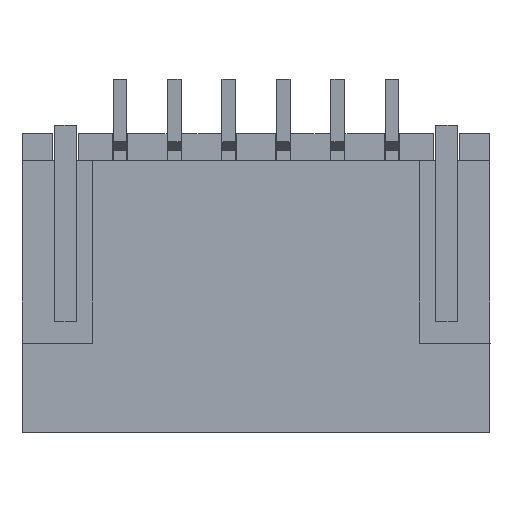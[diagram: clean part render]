
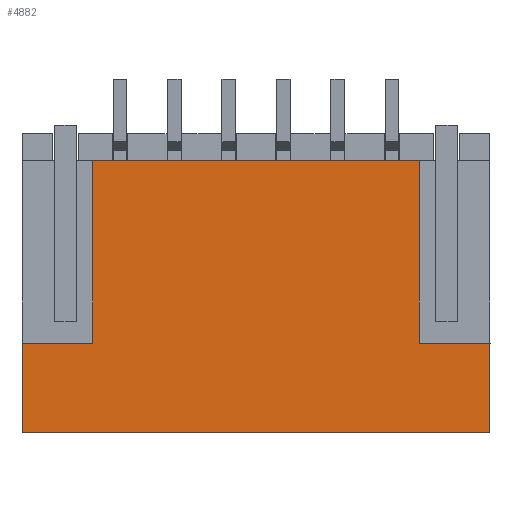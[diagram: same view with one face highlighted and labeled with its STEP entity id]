
A CAD part, front view. The second image highlights one B-rep face of the part: STEP entity #4882.
In plain terms, the highlighted planar face has unit normal (0, -1, 0).
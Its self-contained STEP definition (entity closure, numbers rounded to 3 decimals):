
#2=DIRECTION('',(1.,0.,0.));
#3=VECTOR('',#2,8.6);
#4=CARTESIAN_POINT('',(-16.3,0.,-5.5));
#5=LINE('231477',#4,#3);
#1386=DIRECTION('',(0.,0.,1.));
#1387=VECTOR('',#1386,1.65);
#1388=CARTESIAN_POINT('',(-7.7,0.,-5.5));
#1389=LINE('227230',#1388,#1387);
#1442=DIRECTION('',(1.,0.,0.));
#1443=VECTOR('',#1442,6.);
#1444=CARTESIAN_POINT('',(-15.,0.,-0.5));
#1445=LINE('231476',#1444,#1443);
#1446=DIRECTION('',(0.,0.,-1.));
#1447=VECTOR('',#1446,3.35);
#1448=CARTESIAN_POINT('',(-15.,0.,-0.5));
#1449=LINE('229537',#1448,#1447);
#1454=DIRECTION('',(0.,0.,1.));
#1455=VECTOR('',#1454,3.35);
#1456=CARTESIAN_POINT('',(-9.,0.,-3.85));
#1457=LINE('227226',#1456,#1455);
#1590=DIRECTION('',(-1.,0.,0.));
#1591=VECTOR('',#1590,1.3);
#1592=CARTESIAN_POINT('',(-7.7,0.,-3.85));
#1593=LINE('227231',#1592,#1591);
#1610=DIRECTION('',(0.,0.,1.));
#1611=VECTOR('',#1610,1.65);
#1612=CARTESIAN_POINT('',(-16.3,0.,-5.5));
#1613=LINE('229540',#1612,#1611);
#1854=DIRECTION('',(-1.,0.,0.));
#1855=VECTOR('',#1854,1.3);
#1856=CARTESIAN_POINT('',(-15.,0.,-3.85));
#1857=LINE('229539',#1856,#1855);
#1968=CARTESIAN_POINT('',(-9.,0.,-0.5));
#1970=VERTEX_POINT('',#1968);
#2024=CARTESIAN_POINT('',(-9.,0.,-3.85));
#2025=VERTEX_POINT('',#2024);
#2026=CARTESIAN_POINT('',(-7.7,0.,-5.5));
#2027=CARTESIAN_POINT('',(-7.7,0.,-3.85));
#2028=VERTEX_POINT('',#2026);
#2029=VERTEX_POINT('',#2027);
#2496=CARTESIAN_POINT('',(-15.,0.,-0.5));
#2498=VERTEX_POINT('',#2496);
#2508=CARTESIAN_POINT('',(-15.,0.,-3.85));
#2509=VERTEX_POINT('',#2508);
#2510=CARTESIAN_POINT('',(-16.3,0.,-3.85));
#2511=VERTEX_POINT('',#2510);
#2512=CARTESIAN_POINT('',(-16.3,0.,-5.5));
#2513=VERTEX_POINT('',#2512);
#4862=CARTESIAN_POINT('',(0.,0.,-3.));
#4863=DIRECTION('',(0.,1.,0.));
#4864=DIRECTION('',(1.,0.,0.));
#4865=AXIS2_PLACEMENT_3D('',#4862,#4863,#4864);
#4866=PLANE('228786',#4865);
#4867=ORIENTED_EDGE('231476',*,*,#2923,.T.);
#4869=ORIENTED_EDGE('227226',*,*,#4868,.F.);
#4871=ORIENTED_EDGE('227231',*,*,#4870,.F.);
#4872=ORIENTED_EDGE('227230',*,*,#4795,.F.);
#4873=ORIENTED_EDGE('231477',*,*,#2623,.F.);
#4875=ORIENTED_EDGE('229540',*,*,#4874,.T.);
#4877=ORIENTED_EDGE('229539',*,*,#4876,.F.);
#4879=ORIENTED_EDGE('229537',*,*,#4878,.F.);
#4880=EDGE_LOOP('228786',(#4867,#4869,#4871,#4872,#4873,#4875,#4877,#4879));
#4881=FACE_OUTER_BOUND('228786',#4880,.F.);
#4882=ADVANCED_FACE('228786',(#4881),#4866,.F.);
#2623=EDGE_CURVE('231477',#2513,#2028,#5,.T.);
#2923=EDGE_CURVE('231476',#2498,#1970,#1445,.T.);
#4795=EDGE_CURVE('227230',#2028,#2029,#1389,.T.);
#4868=EDGE_CURVE('227226',#2025,#1970,#1457,.T.);
#4870=EDGE_CURVE('227231',#2029,#2025,#1593,.T.);
#4874=EDGE_CURVE('229540',#2513,#2511,#1613,.T.);
#4876=EDGE_CURVE('229539',#2509,#2511,#1857,.T.);
#4878=EDGE_CURVE('229537',#2498,#2509,#1449,.T.);
